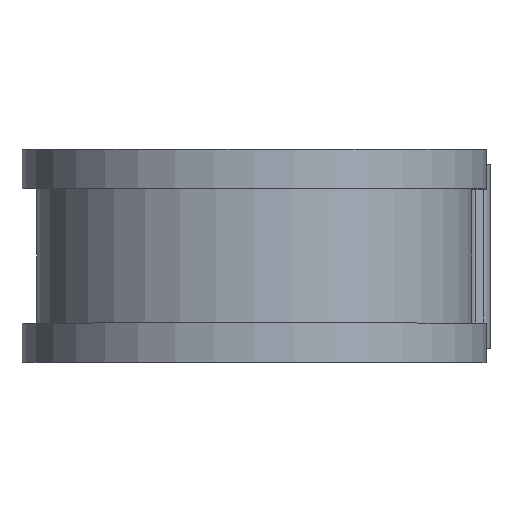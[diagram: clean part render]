
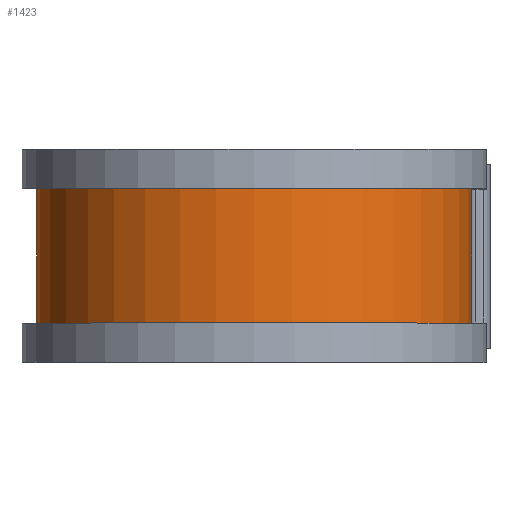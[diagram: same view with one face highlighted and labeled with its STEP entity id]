
A CAD part, top view. The second image highlights one B-rep face of the part: STEP entity #1423.
In plain terms, the highlighted cylindrical face has radius 22.581 mm (diameter 45.161 mm), a partial arc.
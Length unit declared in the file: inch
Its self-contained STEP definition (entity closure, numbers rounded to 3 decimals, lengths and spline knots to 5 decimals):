
#6 = CARTESIAN_POINT ( 'NONE',  ( 0.889, 0.375, 0. ) ) ;
#10 = ORIENTED_EDGE ( 'NONE', *, *, #528, .F. ) ;
#81 = VERTEX_POINT ( 'NONE', #1692 ) ;
#110 = CIRCLE ( 'NONE', #925, 0.889 ) ;
#171 = DIRECTION ( 'NONE',  ( 0., -1., 0. ) ) ;
#335 = AXIS2_PLACEMENT_3D ( 'NONE', #552, #821, #407 ) ;
#349 = FACE_OUTER_BOUND ( 'NONE', #1201, .T. ) ;
#393 = CIRCLE ( 'NONE', #1164, 0.889 ) ;
#407 = DIRECTION ( 'NONE',  ( 0., 0., -1. ) ) ;
#477 = VERTEX_POINT ( 'NONE', #1467 ) ;
#479 = ORIENTED_EDGE ( 'NONE', *, *, #1664, .T. ) ;
#483 = CARTESIAN_POINT ( 'NONE',  ( 0., -0.275, -0.889 ) ) ;
#528 = EDGE_CURVE ( 'NONE', #81, #1145, #110, .T. ) ;
#552 = CARTESIAN_POINT ( 'NONE',  ( 0., 0.375, 0. ) ) ;
#607 = ORIENTED_EDGE ( 'NONE', *, *, #1151, .F. ) ;
#677 = VECTOR ( 'NONE', #1235, 39.37008 ) ;
#700 = CARTESIAN_POINT ( 'NONE',  ( 0., -0.275, 0. ) ) ;
#704 = DIRECTION ( 'NONE',  ( 0., -1., 0. ) ) ;
#710 = DIRECTION ( 'NONE',  ( 0., 0., -1. ) ) ;
#744 = CARTESIAN_POINT ( 'NONE',  ( 0.889, 0.275, 0. ) ) ;
#821 = DIRECTION ( 'NONE',  ( 0., -1., 0. ) ) ;
#870 = ORIENTED_EDGE ( 'NONE', *, *, #1611, .T. ) ;
#891 = VECTOR ( 'NONE', #1525, 39.37008 ) ;
#925 = AXIS2_PLACEMENT_3D ( 'NONE', #700, #704, #710 ) ;
#986 = CARTESIAN_POINT ( 'NONE',  ( 0., 0.275, 0. ) ) ;
#1007 = CYLINDRICAL_SURFACE ( 'NONE', #335, 0.889 ) ;
#1088 = VERTEX_POINT ( 'NONE', #744 ) ;
#1103 = DIRECTION ( 'NONE',  ( 0., 0., -1. ) ) ;
#1110 = CARTESIAN_POINT ( 'NONE',  ( 0., 0.375, -0.889 ) ) ;
#1145 = VERTEX_POINT ( 'NONE', #483 ) ;
#1151 = EDGE_CURVE ( 'NONE', #1088, #81, #1204, .T. ) ;
#1164 = AXIS2_PLACEMENT_3D ( 'NONE', #986, #171, #1103 ) ;
#1201 = EDGE_LOOP ( 'NONE', ( #607, #870, #479, #10 ) ) ;
#1204 = LINE ( 'NONE', #6, #891 ) ;
#1235 = DIRECTION ( 'NONE',  ( 0., -1., 0. ) ) ;
#1423 = ADVANCED_FACE ( 'NONE', ( #349 ), #1007, .T. ) ;
#1467 = CARTESIAN_POINT ( 'NONE',  ( 0., 0.275, -0.889 ) ) ;
#1525 = DIRECTION ( 'NONE',  ( 0., -1., 0. ) ) ;
#1611 = EDGE_CURVE ( 'NONE', #1088, #477, #393, .T. ) ;
#1664 = EDGE_CURVE ( 'NONE', #477, #1145, #1691, .T. ) ;
#1691 = LINE ( 'NONE', #1110, #677 ) ;
#1692 = CARTESIAN_POINT ( 'NONE',  ( 0.889, -0.275, 0. ) ) ;
